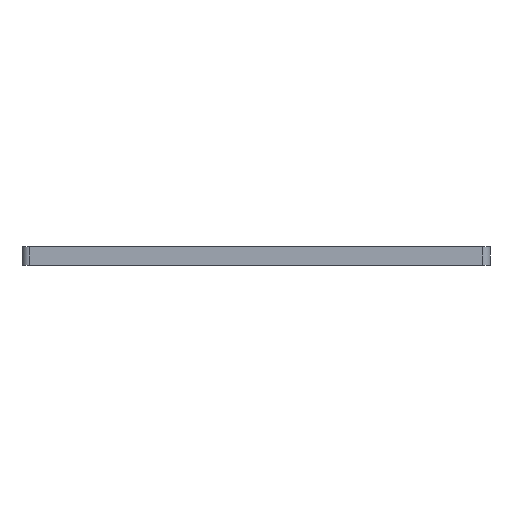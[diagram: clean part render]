
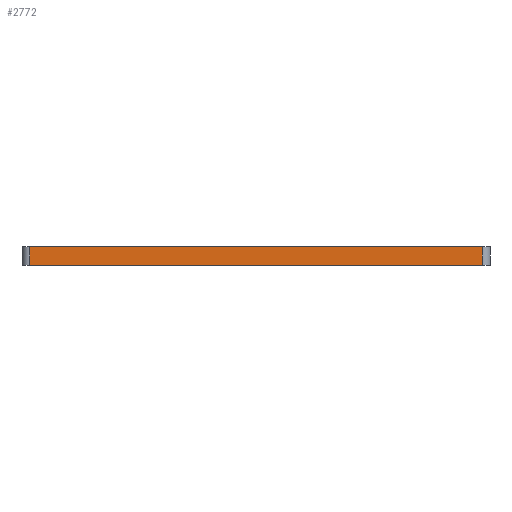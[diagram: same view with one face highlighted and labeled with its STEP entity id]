
A CAD part, left-side view. The second image highlights one B-rep face of the part: STEP entity #2772.
In plain terms, the highlighted planar face has unit normal (-1, 0, 0).
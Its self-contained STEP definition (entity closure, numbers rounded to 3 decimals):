
#411=CARTESIAN_POINT('',(-38.1,-36.85,11.));
#412=VERTEX_POINT('',#411);
#420=CARTESIAN_POINT('',(-38.1,36.85,11.));
#421=VERTEX_POINT('',#420);
#422=CARTESIAN_POINT('',(-38.1,36.85,11.));
#423=DIRECTION('',(0.,-1.,0.));
#424=VECTOR('',#423,73.7);
#425=LINE('',#422,#424);
#426=EDGE_CURVE('',#421,#412,#425,.T.);
#2742=CARTESIAN_POINT('',(-38.1,0.,14.));
#2743=DIRECTION('',(1.,0.,0.));
#2744=DIRECTION('',(0.,0.,1.));
#2745=AXIS2_PLACEMENT_3D('',#2742,#2743,#2744);
#2746=PLANE('',#2745);
#2747=ORIENTED_EDGE('',*,*,#426,.T.);
#2748=CARTESIAN_POINT('',(-38.1,-36.85,14.));
#2749=VERTEX_POINT('',#2748);
#2750=CARTESIAN_POINT('',(-38.1,-36.85,11.));
#2751=DIRECTION('',(-0.,-0.,1.));
#2752=VECTOR('',#2751,3.);
#2753=LINE('',#2750,#2752);
#2754=EDGE_CURVE('',#412,#2749,#2753,.T.);
#2755=ORIENTED_EDGE('',*,*,#2754,.T.);
#2756=CARTESIAN_POINT('',(-38.1,36.85,14.));
#2757=VERTEX_POINT('',#2756);
#2758=CARTESIAN_POINT('',(-38.1,36.85,14.));
#2759=DIRECTION('',(0.,-1.,0.));
#2760=VECTOR('',#2759,73.7);
#2761=LINE('',#2758,#2760);
#2762=EDGE_CURVE('',#2757,#2749,#2761,.T.);
#2763=ORIENTED_EDGE('',*,*,#2762,.F.);
#2764=CARTESIAN_POINT('',(-38.1,36.85,14.));
#2765=DIRECTION('',(0.,0.,-1.));
#2766=VECTOR('',#2765,3.);
#2767=LINE('',#2764,#2766);
#2768=EDGE_CURVE('',#2757,#421,#2767,.T.);
#2769=ORIENTED_EDGE('',*,*,#2768,.T.);
#2770=EDGE_LOOP('',(#2747,#2755,#2763,#2769));
#2771=FACE_BOUND('',#2770,.T.);
#2772=ADVANCED_FACE('',(#2771),#2746,.F.);
